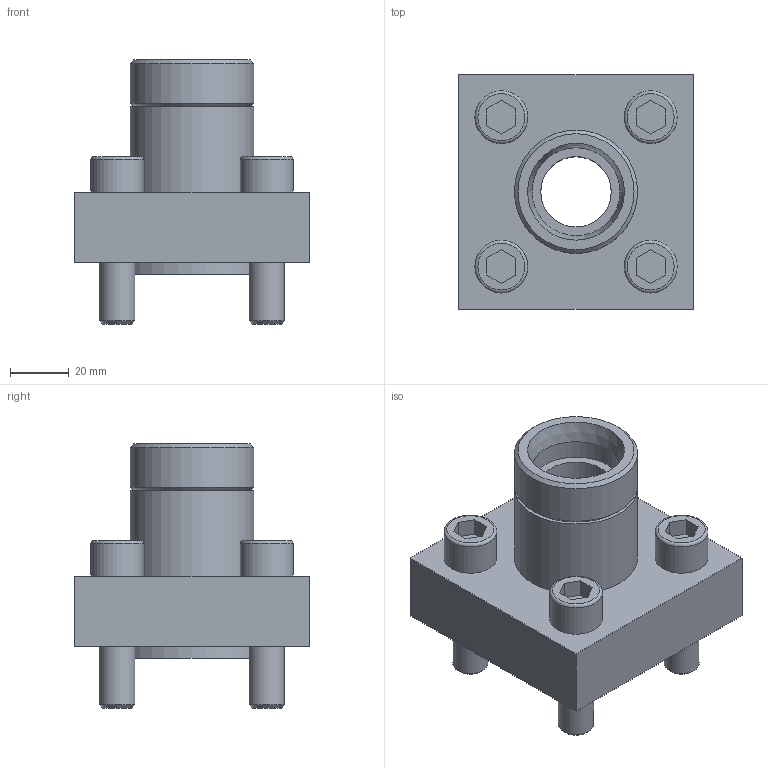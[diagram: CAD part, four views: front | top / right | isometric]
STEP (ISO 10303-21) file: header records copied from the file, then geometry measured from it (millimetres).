
FILE_DESCRIPTION(/* description */ ('STEP AP203'),/* implementation_level */ '2;1');
FILE_NAME(/* name */ 'FAM025-S30.stp',/* time_stamp */ '2025-04-04T08:24:05+02:00',/* author */ ('lwesslowski'),/* organization */ ('CADENAS'),/* preprocessor_version */ 'ST-DEVELOPER v19.2',/* originating_system */ 'Autodesk Inventor 2023',/* authorisation */ ' ');
FILE_SCHEMA (('CONFIG_CONTROL_DESIGN'));
Length unit declared in the file: millimetre
Products named in the file (1): Flansch FAM 25-S30-03
Bounding box: 80 x 80 x 90 mm (x, y, z)
Volume: 207473.7 mm3; surface area: 40351.6 mm2
Topology: 1 solids, 3 shells, 81 faces, 170 edges, 110 vertices
Faces by surface type: plane 49, cylinder 17, cone 8, torus 7
Full cylindrical faces by diameter (mm): 12 x4, 18 x4, 24 x1, 30 x1, 34.5 x2, 41.56 x2, 42 x2, 55 x1
Entity records: 2308 total; most frequent: DIRECTION 395, CARTESIAN_POINT 362, ORIENTED_EDGE 340, EDGE_CURVE 170, AXIS2_PLACEMENT_3D 143, VERTEX_POINT 110, LINE 109, VECTOR 109
